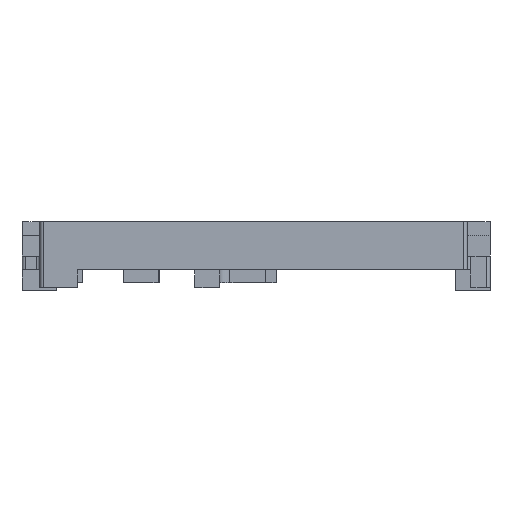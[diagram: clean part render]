
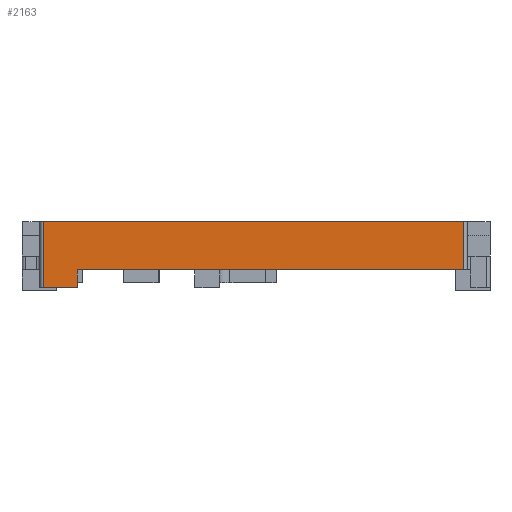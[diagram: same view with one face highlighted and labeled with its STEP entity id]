
A CAD part, left-side view. The second image highlights one B-rep face of the part: STEP entity #2163.
In plain terms, the highlighted planar face has unit normal (-1, 0, 0).
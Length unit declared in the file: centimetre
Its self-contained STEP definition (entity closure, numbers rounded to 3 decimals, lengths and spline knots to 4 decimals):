
#74=PLANE('',#2297);
#176=VERTEX_POINT('',#2868);
#177=VERTEX_POINT('',#2870);
#222=VERTEX_POINT('',#2970);
#224=VERTEX_POINT('',#2976);
#229=VERTEX_POINT('',#2988);
#267=VERTEX_POINT('',#3131);
#382=VECTOR('',#2399,1.);
#426=VECTOR('',#2464,1.);
#428=VECTOR('',#2469,1.);
#433=VECTOR('',#2480,1.);
#499=VECTOR('',#2590,1.);
#530=VECTOR('',#2625,1.);
#652=LINE('',#2869,#382);
#696=LINE('',#2969,#426);
#698=LINE('',#2975,#428);
#703=LINE('',#2989,#433);
#769=LINE('',#3132,#499);
#800=LINE('',#3199,#530);
#929=EDGE_CURVE('',#177,#176,#652,.T.);
#979=EDGE_CURVE('',#222,#176,#696,.T.);
#982=EDGE_CURVE('',#222,#224,#698,.T.);
#989=EDGE_CURVE('',#229,#224,#703,.T.);
#1058=EDGE_CURVE('',#229,#267,#769,.T.);
#1095=EDGE_CURVE('',#267,#177,#800,.T.);
#1515=ORIENTED_EDGE('',*,*,#1058,.T.);
#1516=ORIENTED_EDGE('',*,*,#1095,.T.);
#1517=ORIENTED_EDGE('',*,*,#929,.T.);
#1518=ORIENTED_EDGE('',*,*,#979,.F.);
#1519=ORIENTED_EDGE('',*,*,#982,.T.);
#1520=ORIENTED_EDGE('',*,*,#989,.F.);
#1915=EDGE_LOOP('',(#1515,#1516,#1517,#1518,#1519,#1520));
#2042=FACE_BOUND('',#1915,.T.);
#2163=ADVANCED_FACE('',(#2042),#74,.T.);
#2297=AXIS2_PLACEMENT_3D('',#3198,#2624,$);
#2399=DIRECTION('',(0.,-1.,0.));
#2464=DIRECTION('',(0.,0.,-1.));
#2469=DIRECTION('',(0.,1.,0.));
#2480=DIRECTION('',(0.,0.,1.));
#2590=DIRECTION('',(0.,-1.,0.));
#2624=DIRECTION('',(-1.,0.,0.));
#2625=DIRECTION('',(0.,0.,1.));
#2868=CARTESIAN_POINT('',(-2.1262,-3.0485,0.3));
#2869=CARTESIAN_POINT('',(-2.1262,3.1115,0.3));
#2870=CARTESIAN_POINT('',(-2.1262,2.5666,0.3));
#2969=CARTESIAN_POINT('',(-2.1262,-3.0485,0.3));
#2970=CARTESIAN_POINT('',(-2.1262,-3.0485,1.));
#2975=CARTESIAN_POINT('',(-2.1262,3.0615,1.));
#2976=CARTESIAN_POINT('',(-2.1262,3.0615,1.));
#2988=CARTESIAN_POINT('',(-2.1262,3.0615,0.04));
#2989=CARTESIAN_POINT('',(-2.1262,3.0615,0.));
#3131=CARTESIAN_POINT('',(-2.1262,2.5666,0.04));
#3132=CARTESIAN_POINT('',(-2.1262,2.8768,0.04));
#3198=CARTESIAN_POINT('',(-2.1262,2.919,0.3));
#3199=CARTESIAN_POINT('',(-2.1262,2.5666,0.));
